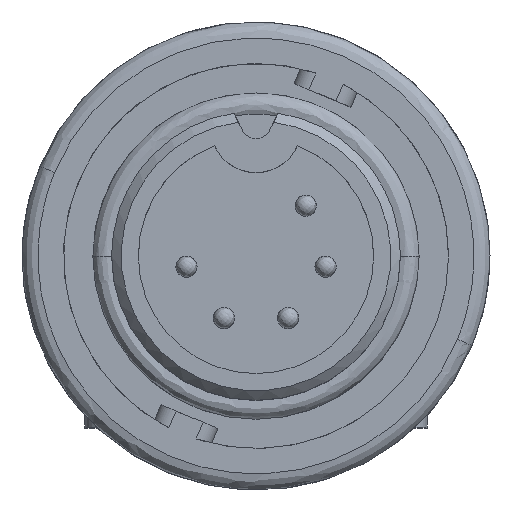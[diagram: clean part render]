
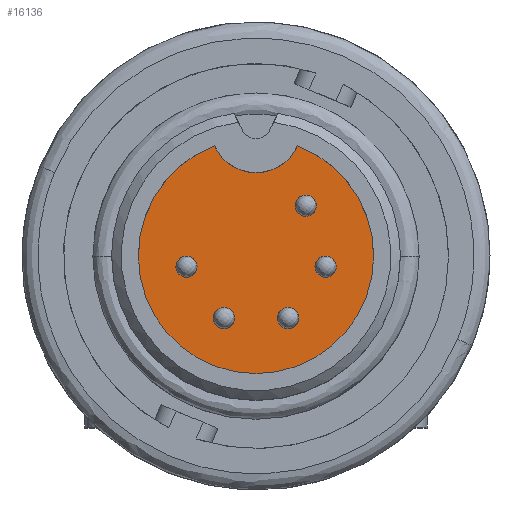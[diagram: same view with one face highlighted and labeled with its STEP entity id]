
A CAD part, top view. The second image highlights one B-rep face of the part: STEP entity #16136.
In plain terms, the highlighted planar face has unit normal (0, 0, 1).
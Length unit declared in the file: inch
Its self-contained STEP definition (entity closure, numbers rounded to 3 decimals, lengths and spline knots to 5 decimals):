
#9 = ORIENTED_EDGE ( 'NONE', *, *, #15060, .T. ) ;
#64 = ORIENTED_EDGE ( 'NONE', *, *, #10626, .T. ) ;
#320 = DIRECTION ( 'NONE',  ( 0., 1., 0. ) ) ;
#460 = CIRCLE ( 'NONE', #7999, 0.01974 ) ;
#594 = EDGE_CURVE ( 'NONE', #3826, #10436, #10185, .T. ) ;
#624 = VERTEX_POINT ( 'NONE', #13955 ) ;
#783 = CIRCLE ( 'NONE', #10796, 0.22 ) ;
#1188 = AXIS2_PLACEMENT_3D ( 'NONE', #15385, #8910, #20351 ) ;
#1328 = CARTESIAN_POINT ( 'NONE',  ( 0.13, -0.02, -0.255 ) ) ;
#1373 = DIRECTION ( 'NONE',  ( 0., 0., 1. ) ) ;
#1694 = ORIENTED_EDGE ( 'NONE', *, *, #14880, .F. ) ;
#1781 = AXIS2_PLACEMENT_3D ( 'NONE', #15106, #5343, #16748 ) ;
#2176 = DIRECTION ( 'NONE',  ( 0., 0., 1. ) ) ;
#2302 = CARTESIAN_POINT ( 'NONE',  ( -0.06, -0.09626, -0.255 ) ) ;
#2375 = ORIENTED_EDGE ( 'NONE', *, *, #10578, .T. ) ;
#2423 = FACE_BOUND ( 'NONE', #18623, .T. ) ;
#2448 = EDGE_CURVE ( 'NONE', #624, #13572, #21003, .T. ) ;
#2648 = VERTEX_POINT ( 'NONE', #15590 ) ;
#2756 = VERTEX_POINT ( 'NONE', #15883 ) ;
#2761 = ORIENTED_EDGE ( 'NONE', *, *, #19733, .T. ) ;
#2956 = DIRECTION ( 'NONE',  ( 0., 1., 0. ) ) ;
#3826 = VERTEX_POINT ( 'NONE', #17682 ) ;
#4253 = CARTESIAN_POINT ( 'NONE',  ( -0.06, -0.116, -0.255 ) ) ;
#4286 = CARTESIAN_POINT ( 'NONE',  ( 0., 0., -0.255 ) ) ;
#4325 = ORIENTED_EDGE ( 'NONE', *, *, #6961, .T. ) ;
#4390 = EDGE_LOOP ( 'NONE', ( #9, #7397 ) ) ;
#4933 = EDGE_CURVE ( 'NONE', #10436, #3826, #20678, .T. ) ;
#5280 = EDGE_CURVE ( 'NONE', #6166, #2648, #18611, .T. ) ;
#5343 = DIRECTION ( 'NONE',  ( 0., 0., -1. ) ) ;
#5543 = AXIS2_PLACEMENT_3D ( 'NONE', #7117, #18559, #8772 ) ;
#5734 = EDGE_CURVE ( 'NONE', #8949, #9219, #19385, .T. ) ;
#5804 = DIRECTION ( 'NONE',  ( 0., 0., -1. ) ) ;
#5872 = DIRECTION ( 'NONE',  ( 0., 1., 0. ) ) ;
#5906 = DIRECTION ( 'NONE',  ( 1., 0., 0. ) ) ;
#5995 = VERTEX_POINT ( 'NONE', #20081 ) ;
#6044 = CARTESIAN_POINT ( 'NONE',  ( -0.13, -0.03974, -0.255 ) ) ;
#6099 = EDGE_CURVE ( 'NONE', #13572, #2756, #783, .T. ) ;
#6166 = VERTEX_POINT ( 'NONE', #6044 ) ;
#6405 = EDGE_LOOP ( 'NONE', ( #4325, #2375 ) ) ;
#6480 = CARTESIAN_POINT ( 'NONE',  ( 0.13, -0.03974, -0.255 ) ) ;
#6509 = EDGE_LOOP ( 'NONE', ( #64, #18955, #17236, #1694 ) ) ;
#6900 = DIRECTION ( 'NONE',  ( 0., 0., -1. ) ) ;
#6923 = CARTESIAN_POINT ( 'NONE',  ( -0.13, -0.02, -0.255 ) ) ;
#6961 = EDGE_CURVE ( 'NONE', #8877, #5995, #15293, .T. ) ;
#6985 = DIRECTION ( 'NONE',  ( 0., 0., -1. ) ) ;
#7117 = CARTESIAN_POINT ( 'NONE',  ( 0.06, -0.116, -0.255 ) ) ;
#7255 = CARTESIAN_POINT ( 'NONE',  ( 0.093, 0.11374, -0.255 ) ) ;
#7270 = CARTESIAN_POINT ( 'NONE',  ( -0.13, -0.02, -0.255 ) ) ;
#7397 = ORIENTED_EDGE ( 'NONE', *, *, #13730, .T. ) ;
#7616 = CIRCLE ( 'NONE', #15182, 0.01974 ) ;
#7779 = ORIENTED_EDGE ( 'NONE', *, *, #594, .T. ) ;
#7999 = AXIS2_PLACEMENT_3D ( 'NONE', #19896, #10096, #320 ) ;
#8038 = CARTESIAN_POINT ( 'NONE',  ( 0.06, -0.13574, -0.255 ) ) ;
#8116 = CARTESIAN_POINT ( 'NONE',  ( 0., 0., -0.255 ) ) ;
#8328 = AXIS2_PLACEMENT_3D ( 'NONE', #16680, #6900, #18337 ) ;
#8574 = DIRECTION ( 'NONE',  ( 0., 1., 0. ) ) ;
#8739 = AXIS2_PLACEMENT_3D ( 'NONE', #11153, #1373, #12790 ) ;
#8772 = DIRECTION ( 'NONE',  ( 0., 1., 0. ) ) ;
#8796 = EDGE_CURVE ( 'NONE', #2648, #6166, #7616, .T. ) ;
#8877 = VERTEX_POINT ( 'NONE', #2302 ) ;
#8910 = DIRECTION ( 'NONE',  ( 0., 0., 1. ) ) ;
#8915 = DIRECTION ( 'NONE',  ( 0., 1., 0. ) ) ;
#8937 = VERTEX_POINT ( 'NONE', #15406 ) ;
#8949 = VERTEX_POINT ( 'NONE', #17052 ) ;
#9155 = ORIENTED_EDGE ( 'NONE', *, *, #8796, .T. ) ;
#9219 = VERTEX_POINT ( 'NONE', #6480 ) ;
#9381 = CARTESIAN_POINT ( 'NONE',  ( 0.22, 0., -0.255 ) ) ;
#9615 = CIRCLE ( 'NONE', #1781, 0.01974 ) ;
#9772 = DIRECTION ( 'NONE',  ( 1., 0., 0. ) ) ;
#10096 = DIRECTION ( 'NONE',  ( 0., 0., -1. ) ) ;
#10185 = CIRCLE ( 'NONE', #17330, 0.01974 ) ;
#10436 = VERTEX_POINT ( 'NONE', #8038 ) ;
#10551 = EDGE_LOOP ( 'NONE', ( #20418, #2761 ) ) ;
#10578 = EDGE_CURVE ( 'NONE', #5995, #8877, #460, .T. ) ;
#10593 = FACE_BOUND ( 'NONE', #10551, .T. ) ;
#10626 = EDGE_CURVE ( 'NONE', #8937, #624, #12965, .T. ) ;
#10796 = AXIS2_PLACEMENT_3D ( 'NONE', #4286, #15683, #5906 ) ;
#11153 = CARTESIAN_POINT ( 'NONE',  ( 0., 0.24081, -0.255 ) ) ;
#11214 = AXIS2_PLACEMENT_3D ( 'NONE', #1328, #12733, #2956 ) ;
#11284 = AXIS2_PLACEMENT_3D ( 'NONE', #11940, #2176, #13585 ) ;
#11580 = ORIENTED_EDGE ( 'NONE', *, *, #5280, .T. ) ;
#11940 = CARTESIAN_POINT ( 'NONE',  ( 0., 0., -0.255 ) ) ;
#12385 = CARTESIAN_POINT ( 'NONE',  ( 0.093, 0.07426, -0.255 ) ) ;
#12564 = AXIS2_PLACEMENT_3D ( 'NONE', #16763, #6985, #18442 ) ;
#12733 = DIRECTION ( 'NONE',  ( 0., 0., -1. ) ) ;
#12790 = DIRECTION ( 'NONE',  ( 1., 0., 0. ) ) ;
#12965 = CIRCLE ( 'NONE', #11284, 0.22 ) ;
#13572 = VERTEX_POINT ( 'NONE', #9381 ) ;
#13585 = DIRECTION ( 'NONE',  ( 1., 0., 0. ) ) ;
#13628 = EDGE_LOOP ( 'NONE', ( #7779, #20974 ) ) ;
#13730 = EDGE_CURVE ( 'NONE', #20809, #16442, #20363, .T. ) ;
#13904 = AXIS2_PLACEMENT_3D ( 'NONE', #7270, #18714, #8915 ) ;
#13955 = CARTESIAN_POINT ( 'NONE',  ( -0.22, 0., -0.255 ) ) ;
#14284 = CIRCLE ( 'NONE', #8328, 0.01974 ) ;
#14880 = EDGE_CURVE ( 'NONE', #8937, #2756, #19331, .T. ) ;
#14924 = FACE_BOUND ( 'NONE', #13628, .T. ) ;
#15060 = EDGE_CURVE ( 'NONE', #16442, #20809, #9615, .T. ) ;
#15106 = CARTESIAN_POINT ( 'NONE',  ( 0.093, 0.094, -0.255 ) ) ;
#15182 = AXIS2_PLACEMENT_3D ( 'NONE', #6923, #18367, #8574 ) ;
#15293 = CIRCLE ( 'NONE', #16141, 0.01974 ) ;
#15385 = CARTESIAN_POINT ( 'NONE',  ( 0., 0.1204, -0.255 ) ) ;
#15406 = CARTESIAN_POINT ( 'NONE',  ( -0.0775, 0.2059, -0.255 ) ) ;
#15429 = FACE_BOUND ( 'NONE', #4390, .T. ) ;
#15590 = CARTESIAN_POINT ( 'NONE',  ( -0.13, -0.00026, -0.255 ) ) ;
#15593 = CARTESIAN_POINT ( 'NONE',  ( 0.06, -0.116, -0.255 ) ) ;
#15655 = DIRECTION ( 'NONE',  ( 0., 0., -1. ) ) ;
#15683 = DIRECTION ( 'NONE',  ( 0., 0., 1. ) ) ;
#15883 = CARTESIAN_POINT ( 'NONE',  ( 0.0775, 0.2059, -0.255 ) ) ;
#15965 = FACE_BOUND ( 'NONE', #6405, .T. ) ;
#16136 = ADVANCED_FACE ( 'NONE', ( #2423, #15429, #15965, #19312, #14924, #10593 ), #16471, .T. ) ;
#16141 = AXIS2_PLACEMENT_3D ( 'NONE', #4253, #15655, #5872 ) ;
#16442 = VERTEX_POINT ( 'NONE', #7255 ) ;
#16471 = PLANE ( 'NONE',  #1188 ) ;
#16680 = CARTESIAN_POINT ( 'NONE',  ( 0.13, -0.02, -0.255 ) ) ;
#16748 = DIRECTION ( 'NONE',  ( 0., 1., 0. ) ) ;
#16763 = CARTESIAN_POINT ( 'NONE',  ( 0.093, 0.094, -0.255 ) ) ;
#17052 = CARTESIAN_POINT ( 'NONE',  ( 0.13, -0.00026, -0.255 ) ) ;
#17236 = ORIENTED_EDGE ( 'NONE', *, *, #6099, .T. ) ;
#17237 = DIRECTION ( 'NONE',  ( 0., 1., 0. ) ) ;
#17330 = AXIS2_PLACEMENT_3D ( 'NONE', #15593, #5804, #17237 ) ;
#17682 = CARTESIAN_POINT ( 'NONE',  ( 0.06, -0.09626, -0.255 ) ) ;
#17723 = AXIS2_PLACEMENT_3D ( 'NONE', #8116, #19564, #9772 ) ;
#18337 = DIRECTION ( 'NONE',  ( 0., 1., 0. ) ) ;
#18367 = DIRECTION ( 'NONE',  ( 0., 0., -1. ) ) ;
#18442 = DIRECTION ( 'NONE',  ( 0., 1., 0. ) ) ;
#18559 = DIRECTION ( 'NONE',  ( 0., 0., -1. ) ) ;
#18611 = CIRCLE ( 'NONE', #13904, 0.01974 ) ;
#18623 = EDGE_LOOP ( 'NONE', ( #9155, #11580 ) ) ;
#18714 = DIRECTION ( 'NONE',  ( 0., 0., -1. ) ) ;
#18955 = ORIENTED_EDGE ( 'NONE', *, *, #2448, .T. ) ;
#19312 = FACE_OUTER_BOUND ( 'NONE', #6509, .T. ) ;
#19331 = CIRCLE ( 'NONE', #8739, 0.085 ) ;
#19385 = CIRCLE ( 'NONE', #11214, 0.01974 ) ;
#19564 = DIRECTION ( 'NONE',  ( 0., 0., 1. ) ) ;
#19733 = EDGE_CURVE ( 'NONE', #9219, #8949, #14284, .T. ) ;
#19896 = CARTESIAN_POINT ( 'NONE',  ( -0.06, -0.116, -0.255 ) ) ;
#20081 = CARTESIAN_POINT ( 'NONE',  ( -0.06, -0.13574, -0.255 ) ) ;
#20351 = DIRECTION ( 'NONE',  ( 1., 0., 0. ) ) ;
#20363 = CIRCLE ( 'NONE', #12564, 0.01974 ) ;
#20418 = ORIENTED_EDGE ( 'NONE', *, *, #5734, .T. ) ;
#20678 = CIRCLE ( 'NONE', #5543, 0.01974 ) ;
#20809 = VERTEX_POINT ( 'NONE', #12385 ) ;
#20974 = ORIENTED_EDGE ( 'NONE', *, *, #4933, .T. ) ;
#21003 = CIRCLE ( 'NONE', #17723, 0.22 ) ;
